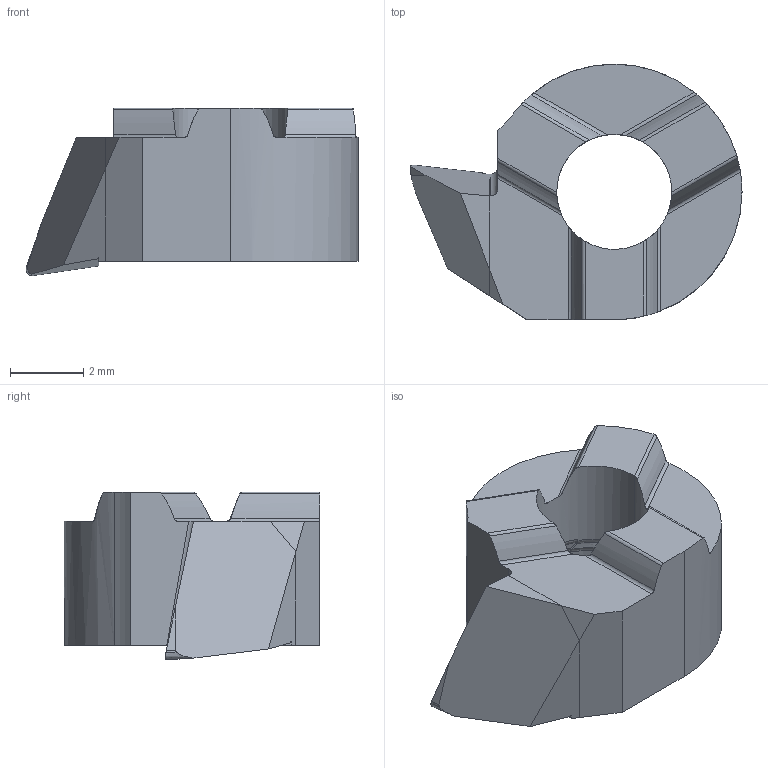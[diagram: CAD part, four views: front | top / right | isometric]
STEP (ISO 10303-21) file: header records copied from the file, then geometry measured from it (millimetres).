
FILE_DESCRIPTION(/* description */ (''),/* implementation_level */ '2;1');
FILE_NAME(/* name */ '1645067024944.stp',/* time_stamp */ '2022-02-17T08:33:57+05:00',/* author */ (''),/* organization */ ('SMS'),/* preprocessor_version */ 'ST-DEVELOPER v16.7',/* originating_system */ 'SIEMENS PLM Software NX 12.0',/* authorisation */ '');
FILE_SCHEMA (('AUTOMOTIVE_DESIGN { 1 0 10303 214 3 1 1 1 }'));
Length unit declared in the file: millimetre
Products named in the file (1): 203827373mod000_00
Bounding box: 9.1 x 7 x 4.6 mm (x, y, z)
Volume: 119.1 mm3; surface area: 229.9 mm2
Topology: 2 solids, 2 shells, 103 faces, 280 edges, 183 vertices
Faces by surface type: cylinder 34, plane 29, bspline 20, torus 14, cone 6
Entity records: 3810 total; most frequent: CARTESIAN_POINT 1346, ORIENTED_EDGE 558, DIRECTION 441, EDGE_CURVE 279, VERTEX_POINT 179, AXIS2_PLACEMENT_3D 172, EDGE_LOOP 104, ADVANCED_FACE 103
